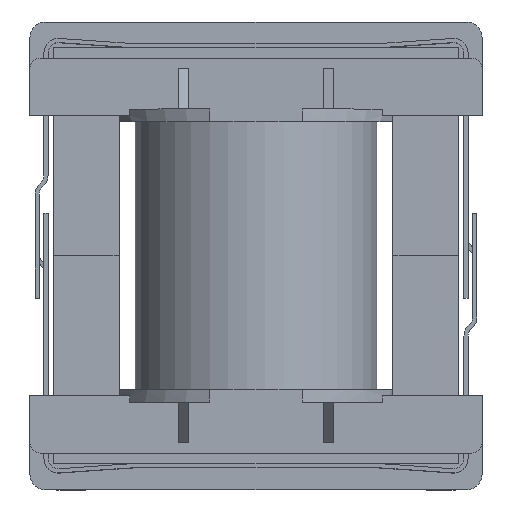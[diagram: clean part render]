
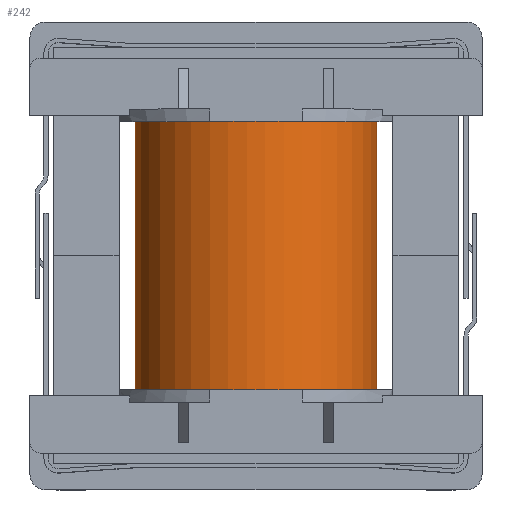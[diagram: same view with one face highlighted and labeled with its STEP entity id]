
A CAD part, top view. The second image highlights one B-rep face of the part: STEP entity #242.
In plain terms, the highlighted cylindrical face has radius 11.635 mm (diameter 23.27 mm), a full revolution.
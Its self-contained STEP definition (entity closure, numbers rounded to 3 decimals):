
#242 = ADVANCED_FACE( '', ( #752, #753 ), #754, .T. );
#752 = FACE_OUTER_BOUND( '', #1613, .T. );
#753 = FACE_OUTER_BOUND( '', #1614, .T. );
#754 = CYLINDRICAL_SURFACE( '', #1615, 11.635 );
#1613 = EDGE_LOOP( '', ( #3692, #3693, #3694, #3695, #3696, #3697, #3698, #3699 ) );
#1614 = EDGE_LOOP( '', ( #3700, #3701, #3702, #3703, #3704, #3705, #3706, #3707 ) );
#1615 = AXIS2_PLACEMENT_3D( '', #3708, #3709, #3710 );
#3692 = ORIENTED_EDGE( '', *, *, #6805, .T. );
#3693 = ORIENTED_EDGE( '', *, *, #6806, .T. );
#3694 = ORIENTED_EDGE( '', *, *, #6807, .T. );
#3695 = ORIENTED_EDGE( '', *, *, #6808, .T. );
#3696 = ORIENTED_EDGE( '', *, *, #6809, .T. );
#3697 = ORIENTED_EDGE( '', *, *, #6810, .T. );
#3698 = ORIENTED_EDGE( '', *, *, #6811, .T. );
#3699 = ORIENTED_EDGE( '', *, *, #6794, .T. );
#3700 = ORIENTED_EDGE( '', *, *, #6804, .F. );
#3701 = ORIENTED_EDGE( '', *, *, #6812, .F. );
#3702 = ORIENTED_EDGE( '', *, *, #6813, .F. );
#3703 = ORIENTED_EDGE( '', *, *, #6814, .F. );
#3704 = ORIENTED_EDGE( '', *, *, #6815, .F. );
#3705 = ORIENTED_EDGE( '', *, *, #6816, .F. );
#3706 = ORIENTED_EDGE( '', *, *, #6817, .F. );
#3707 = ORIENTED_EDGE( '', *, *, #6818, .F. );
#3708 = CARTESIAN_POINT( '', ( 0., -12.9, 0. ) );
#3709 = DIRECTION( '', ( 0., -1., 0. ) );
#3710 = DIRECTION( '', ( 0., 0., 1. ) );
#6794 = EDGE_CURVE( '', #7881, #7882, #7883, .T. );
#6804 = EDGE_CURVE( '', #7900, #7897, #7902, .T. );
#6805 = EDGE_CURVE( '', #7882, #7903, #7904, .T. );
#6806 = EDGE_CURVE( '', #7903, #7905, #7906, .T. );
#6807 = EDGE_CURVE( '', #7905, #7907, #7908, .T. );
#6808 = EDGE_CURVE( '', #7907, #7909, #7910, .T. );
#6809 = EDGE_CURVE( '', #7909, #7911, #7912, .T. );
#6810 = EDGE_CURVE( '', #7911, #7913, #7914, .T. );
#6811 = EDGE_CURVE( '', #7913, #7881, #7915, .T. );
#6812 = EDGE_CURVE( '', #7916, #7900, #7917, .T. );
#6813 = EDGE_CURVE( '', #7918, #7916, #7919, .T. );
#6814 = EDGE_CURVE( '', #7920, #7918, #7921, .T. );
#6815 = EDGE_CURVE( '', #7922, #7920, #7923, .T. );
#6816 = EDGE_CURVE( '', #7924, #7922, #7925, .T. );
#6817 = EDGE_CURVE( '', #7926, #7924, #7927, .T. );
#6818 = EDGE_CURVE( '', #7897, #7926, #7928, .T. );
#7881 = VERTEX_POINT( '', #9590 );
#7882 = VERTEX_POINT( '', #9591 );
#7883 = CIRCLE( '', #9592, 11.635 );
#7897 = VERTEX_POINT( '', #9612 );
#7900 = VERTEX_POINT( '', #9616 );
#7902 = CIRCLE( '', #9619, 11.635 );
#7903 = VERTEX_POINT( '', #9620 );
#7904 = CIRCLE( '', #9621, 11.635 );
#7905 = VERTEX_POINT( '', #9622 );
#7906 = CIRCLE( '', #9623, 11.635 );
#7907 = VERTEX_POINT( '', #9624 );
#7908 = CIRCLE( '', #9625, 11.635 );
#7909 = VERTEX_POINT( '', #9626 );
#7910 = CIRCLE( '', #9627, 11.635 );
#7911 = VERTEX_POINT( '', #9628 );
#7912 = CIRCLE( '', #9629, 11.635 );
#7913 = VERTEX_POINT( '', #9630 );
#7914 = CIRCLE( '', #9631, 11.635 );
#7915 = CIRCLE( '', #9632, 11.635 );
#7916 = VERTEX_POINT( '', #9633 );
#7917 = CIRCLE( '', #9634, 11.635 );
#7918 = VERTEX_POINT( '', #9635 );
#7919 = CIRCLE( '', #9636, 11.635 );
#7920 = VERTEX_POINT( '', #9637 );
#7921 = CIRCLE( '', #9638, 11.635 );
#7922 = VERTEX_POINT( '', #9639 );
#7923 = CIRCLE( '', #9640, 11.635 );
#7924 = VERTEX_POINT( '', #9641 );
#7925 = CIRCLE( '', #9642, 11.635 );
#7926 = VERTEX_POINT( '', #9643 );
#7927 = CIRCLE( '', #9644, 11.635 );
#7928 = CIRCLE( '', #9645, 11.635 );
#9590 = CARTESIAN_POINT( '', ( 4.45, -12.9, 10.75 ) );
#9591 = CARTESIAN_POINT( '', ( 8.723, -12.9, -7.7 ) );
#9592 = AXIS2_PLACEMENT_3D( '', #12653, #12654, #12655 );
#9612 = CARTESIAN_POINT( '', ( 4.189, 12.9, -10.855 ) );
#9616 = CARTESIAN_POINT( '', ( 8.723, 12.9, -7.7 ) );
#9619 = AXIS2_PLACEMENT_3D( '', #12667, #12668, #12669 );
#9620 = CARTESIAN_POINT( '', ( 4.189, -12.9, -10.855 ) );
#9621 = AXIS2_PLACEMENT_3D( '', #12670, #12671, #12672 );
#9622 = CARTESIAN_POINT( '', ( 0.915, -12.9, -11.599 ) );
#9623 = AXIS2_PLACEMENT_3D( '', #12673, #12674, #12675 );
#9624 = CARTESIAN_POINT( '', ( -0.915, -12.9, -11.599 ) );
#9625 = AXIS2_PLACEMENT_3D( '', #12676, #12677, #12678 );
#9626 = CARTESIAN_POINT( '', ( -4.189, -12.9, -10.855 ) );
#9627 = AXIS2_PLACEMENT_3D( '', #12679, #12680, #12681 );
#9628 = CARTESIAN_POINT( '', ( -8.723, -12.9, -7.7 ) );
#9629 = AXIS2_PLACEMENT_3D( '', #12682, #12683, #12684 );
#9630 = CARTESIAN_POINT( '', ( -4.45, -12.9, 10.75 ) );
#9631 = AXIS2_PLACEMENT_3D( '', #12685, #12686, #12687 );
#9632 = AXIS2_PLACEMENT_3D( '', #12688, #12689, #12690 );
#9633 = CARTESIAN_POINT( '', ( 4.45, 12.9, 10.75 ) );
#9634 = AXIS2_PLACEMENT_3D( '', #12691, #12692, #12693 );
#9635 = CARTESIAN_POINT( '', ( -4.45, 12.9, 10.75 ) );
#9636 = AXIS2_PLACEMENT_3D( '', #12694, #12695, #12696 );
#9637 = CARTESIAN_POINT( '', ( -8.723, 12.9, -7.7 ) );
#9638 = AXIS2_PLACEMENT_3D( '', #12697, #12698, #12699 );
#9639 = CARTESIAN_POINT( '', ( -4.189, 12.9, -10.855 ) );
#9640 = AXIS2_PLACEMENT_3D( '', #12700, #12701, #12702 );
#9641 = CARTESIAN_POINT( '', ( -0.915, 12.9, -11.599 ) );
#9642 = AXIS2_PLACEMENT_3D( '', #12703, #12704, #12705 );
#9643 = CARTESIAN_POINT( '', ( 0.915, 12.9, -11.599 ) );
#9644 = AXIS2_PLACEMENT_3D( '', #12706, #12707, #12708 );
#9645 = AXIS2_PLACEMENT_3D( '', #12709, #12710, #12711 );
#12653 = CARTESIAN_POINT( '', ( 0., -12.9, 0. ) );
#12654 = DIRECTION( '', ( 0., 1., 0. ) );
#12655 = DIRECTION( '', ( 1., 0., 0. ) );
#12667 = CARTESIAN_POINT( '', ( 0., 12.9, 0. ) );
#12668 = DIRECTION( '', ( 0., 1., 0. ) );
#12669 = DIRECTION( '', ( 1., 0., 0. ) );
#12670 = CARTESIAN_POINT( '', ( 0., -12.9, 0. ) );
#12671 = DIRECTION( '', ( 0., 1., 0. ) );
#12672 = DIRECTION( '', ( 1., 0., 0. ) );
#12673 = CARTESIAN_POINT( '', ( 0., -12.9, 0. ) );
#12674 = DIRECTION( '', ( 0., 1., 0. ) );
#12675 = DIRECTION( '', ( 1., 0., 0. ) );
#12676 = CARTESIAN_POINT( '', ( 0., -12.9, 0. ) );
#12677 = DIRECTION( '', ( 0., 1., 0. ) );
#12678 = DIRECTION( '', ( 1., 0., 0. ) );
#12679 = CARTESIAN_POINT( '', ( 0., -12.9, 0. ) );
#12680 = DIRECTION( '', ( 0., 1., 0. ) );
#12681 = DIRECTION( '', ( 1., 0., 0. ) );
#12682 = CARTESIAN_POINT( '', ( 0., -12.9, 0. ) );
#12683 = DIRECTION( '', ( 0., 1., 0. ) );
#12684 = DIRECTION( '', ( 1., 0., 0. ) );
#12685 = CARTESIAN_POINT( '', ( 0., -12.9, 0. ) );
#12686 = DIRECTION( '', ( 0., 1., 0. ) );
#12687 = DIRECTION( '', ( 1., 0., 0. ) );
#12688 = CARTESIAN_POINT( '', ( 0., -12.9, 0. ) );
#12689 = DIRECTION( '', ( 0., 1., 0. ) );
#12690 = DIRECTION( '', ( 1., 0., 0. ) );
#12691 = CARTESIAN_POINT( '', ( 0., 12.9, 0. ) );
#12692 = DIRECTION( '', ( 0., 1., 0. ) );
#12693 = DIRECTION( '', ( 1., 0., 0. ) );
#12694 = CARTESIAN_POINT( '', ( 0., 12.9, 0. ) );
#12695 = DIRECTION( '', ( 0., 1., 0. ) );
#12696 = DIRECTION( '', ( 1., 0., 0. ) );
#12697 = CARTESIAN_POINT( '', ( 0., 12.9, 0. ) );
#12698 = DIRECTION( '', ( 0., 1., 0. ) );
#12699 = DIRECTION( '', ( 1., 0., 0. ) );
#12700 = CARTESIAN_POINT( '', ( 0., 12.9, 0. ) );
#12701 = DIRECTION( '', ( 0., 1., 0. ) );
#12702 = DIRECTION( '', ( 1., 0., 0. ) );
#12703 = CARTESIAN_POINT( '', ( 0., 12.9, 0. ) );
#12704 = DIRECTION( '', ( 0., 1., 0. ) );
#12705 = DIRECTION( '', ( 1., 0., 0. ) );
#12706 = CARTESIAN_POINT( '', ( 0., 12.9, 0. ) );
#12707 = DIRECTION( '', ( 0., 1., 0. ) );
#12708 = DIRECTION( '', ( 1., 0., 0. ) );
#12709 = CARTESIAN_POINT( '', ( 0., 12.9, 0. ) );
#12710 = DIRECTION( '', ( 0., 1., 0. ) );
#12711 = DIRECTION( '', ( 1., 0., 0. ) );
